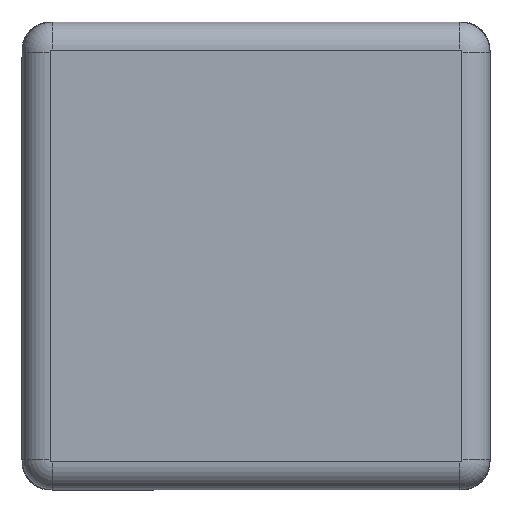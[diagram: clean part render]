
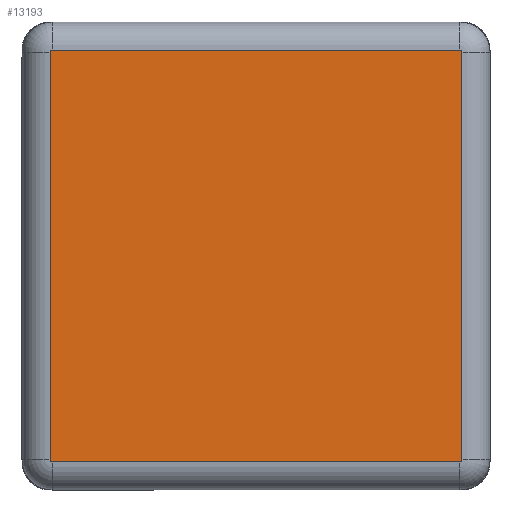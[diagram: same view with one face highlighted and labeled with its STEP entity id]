
A CAD part, left-side view. The second image highlights one B-rep face of the part: STEP entity #13193.
In plain terms, the highlighted planar face has unit normal (-1, 0, 0).
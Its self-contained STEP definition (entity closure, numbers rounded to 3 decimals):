
#353 = DIRECTION ( 'NONE',  ( 0., 0., -1. ) ) ;
#449 = DIRECTION ( 'NONE',  ( 0., 1., 0. ) ) ;
#527 = ORIENTED_EDGE ( 'NONE', *, *, #15033, .T. ) ;
#553 = EDGE_CURVE ( 'NONE', #12068, #13171, #11925, .T. ) ;
#743 = CARTESIAN_POINT ( 'NONE',  ( -2.25, -0.87, -0.88 ) ) ;
#1108 = CARTESIAN_POINT ( 'NONE',  ( -2.25, 0.87, 0.88 ) ) ;
#1446 = DIRECTION ( 'NONE',  ( 0., -1., 0. ) ) ;
#1487 = CARTESIAN_POINT ( 'NONE',  ( -2.25, -0.87, 0.88 ) ) ;
#2045 = CARTESIAN_POINT ( 'NONE',  ( -2.25, -0.87, 0.88 ) ) ;
#2217 = DIRECTION ( 'NONE',  ( -1., 0., 0. ) ) ;
#2503 = AXIS2_PLACEMENT_3D ( 'NONE', #13276, #11014, #4878 ) ;
#2653 = AXIS2_PLACEMENT_3D ( 'NONE', #14490, #2217, #12977 ) ;
#3161 = ORIENTED_EDGE ( 'NONE', *, *, #6846, .T. ) ;
#3171 = VECTOR ( 'NONE', #7009, 1000. ) ;
#4251 = DIRECTION ( 'NONE',  ( -1., 0., 0. ) ) ;
#4385 = CIRCLE ( 'NONE', #2653, 0.01 ) ;
#4415 = VERTEX_POINT ( 'NONE', #6460 ) ;
#4461 = CIRCLE ( 'NONE', #13407, 0.01 ) ;
#4604 = LINE ( 'NONE', #12129, #3171 ) ;
#4813 = EDGE_LOOP ( 'NONE', ( #10971, #7304, #527, #3161, #8890, #5556, #13695, #7324 ) ) ;
#4858 = EDGE_CURVE ( 'NONE', #13171, #14390, #4385, .T. ) ;
#4878 = DIRECTION ( 'NONE',  ( 0., 0., -1. ) ) ;
#5437 = CARTESIAN_POINT ( 'NONE',  ( -2.25, 0.87, 0.87 ) ) ;
#5547 = EDGE_CURVE ( 'NONE', #4415, #11490, #4604, .T. ) ;
#5556 = ORIENTED_EDGE ( 'NONE', *, *, #553, .T. ) ;
#6053 = VECTOR ( 'NONE', #1446, 1000. ) ;
#6460 = CARTESIAN_POINT ( 'NONE',  ( -2.25, -0.88, -0.87 ) ) ;
#6723 = DIRECTION ( 'NONE',  ( 0., 0., -1. ) ) ;
#6846 = EDGE_CURVE ( 'NONE', #15799, #10967, #13823, .T. ) ;
#7009 = DIRECTION ( 'NONE',  ( 0., 0., 1. ) ) ;
#7304 = ORIENTED_EDGE ( 'NONE', *, *, #5547, .T. ) ;
#7324 = ORIENTED_EDGE ( 'NONE', *, *, #13548, .T. ) ;
#7663 = LINE ( 'NONE', #12374, #6053 ) ;
#7912 = DIRECTION ( 'NONE',  ( -1., 0., 0. ) ) ;
#8159 = CARTESIAN_POINT ( 'NONE',  ( -2.25, 0.88, 0.87 ) ) ;
#8174 = CARTESIAN_POINT ( 'NONE',  ( -2.25, -0.88, 0.87 ) ) ;
#8717 = VECTOR ( 'NONE', #13027, 1000. ) ;
#8890 = ORIENTED_EDGE ( 'NONE', *, *, #13945, .T. ) ;
#9015 = VERTEX_POINT ( 'NONE', #743 ) ;
#9320 = AXIS2_PLACEMENT_3D ( 'NONE', #15293, #12509, #11634 ) ;
#9892 = FACE_OUTER_BOUND ( 'NONE', #4813, .T. ) ;
#10041 = CARTESIAN_POINT ( 'NONE',  ( -2.25, 0.88, -0.87 ) ) ;
#10125 = PLANE ( 'NONE',  #9320 ) ;
#10595 = CIRCLE ( 'NONE', #11649, 0.01 ) ;
#10967 = VERTEX_POINT ( 'NONE', #1108 ) ;
#10971 = ORIENTED_EDGE ( 'NONE', *, *, #12696, .T. ) ;
#11014 = DIRECTION ( 'NONE',  ( -1., 0., 0. ) ) ;
#11471 = CARTESIAN_POINT ( 'NONE',  ( -2.25, 0.87, -0.88 ) ) ;
#11490 = VERTEX_POINT ( 'NONE', #8174 ) ;
#11634 = DIRECTION ( 'NONE',  ( 0., 0., -1. ) ) ;
#11649 = AXIS2_PLACEMENT_3D ( 'NONE', #5437, #4251, #353 ) ;
#11877 = CARTESIAN_POINT ( 'NONE',  ( -2.25, 0.88, 0.87 ) ) ;
#11897 = CIRCLE ( 'NONE', #2503, 0.01 ) ;
#11925 = LINE ( 'NONE', #8159, #8717 ) ;
#12068 = VERTEX_POINT ( 'NONE', #11877 ) ;
#12129 = CARTESIAN_POINT ( 'NONE',  ( -2.25, -0.88, 0.87 ) ) ;
#12374 = CARTESIAN_POINT ( 'NONE',  ( -2.25, -0.87, -0.88 ) ) ;
#12509 = DIRECTION ( 'NONE',  ( 1., 0., 0. ) ) ;
#12696 = EDGE_CURVE ( 'NONE', #9015, #4415, #4461, .T. ) ;
#12977 = DIRECTION ( 'NONE',  ( 0., 0., -1. ) ) ;
#13027 = DIRECTION ( 'NONE',  ( 0., 0., -1. ) ) ;
#13171 = VERTEX_POINT ( 'NONE', #10041 ) ;
#13193 = ADVANCED_FACE ( 'NONE', ( #9892 ), #10125, .F. ) ;
#13276 = CARTESIAN_POINT ( 'NONE',  ( -2.25, -0.87, 0.87 ) ) ;
#13407 = AXIS2_PLACEMENT_3D ( 'NONE', #13969, #7912, #6723 ) ;
#13548 = EDGE_CURVE ( 'NONE', #14390, #9015, #7663, .T. ) ;
#13695 = ORIENTED_EDGE ( 'NONE', *, *, #4858, .T. ) ;
#13823 = LINE ( 'NONE', #1487, #15442 ) ;
#13945 = EDGE_CURVE ( 'NONE', #10967, #12068, #10595, .T. ) ;
#13969 = CARTESIAN_POINT ( 'NONE',  ( -2.25, -0.87, -0.87 ) ) ;
#14390 = VERTEX_POINT ( 'NONE', #11471 ) ;
#14490 = CARTESIAN_POINT ( 'NONE',  ( -2.25, 0.87, -0.87 ) ) ;
#15033 = EDGE_CURVE ( 'NONE', #11490, #15799, #11897, .T. ) ;
#15293 = CARTESIAN_POINT ( 'NONE',  ( -2.25, -0.87, 0.87 ) ) ;
#15442 = VECTOR ( 'NONE', #449, 1000. ) ;
#15799 = VERTEX_POINT ( 'NONE', #2045 ) ;
